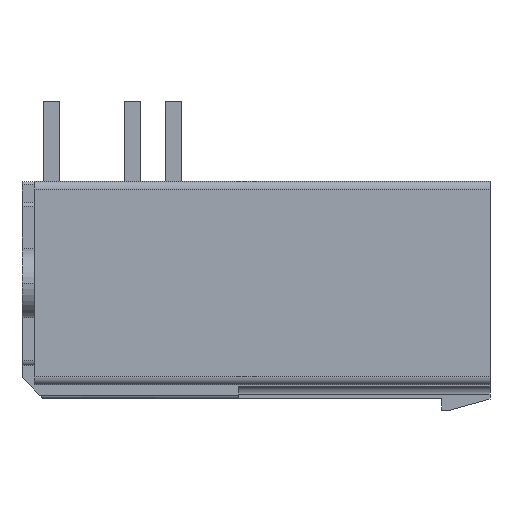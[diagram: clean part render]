
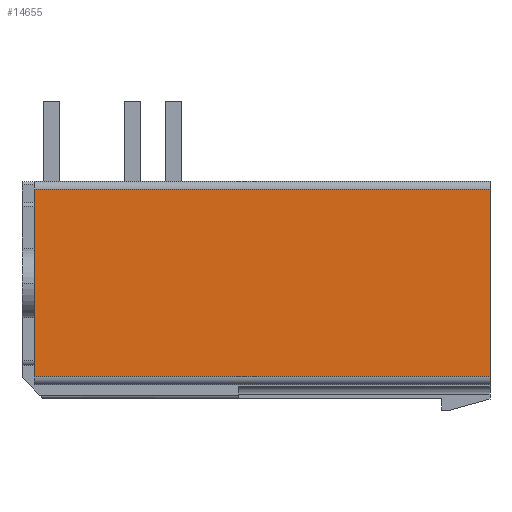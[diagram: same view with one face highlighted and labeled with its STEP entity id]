
A CAD part, front view. The second image highlights one B-rep face of the part: STEP entity #14655.
In plain terms, the highlighted planar face has unit normal (0, -1, 0).
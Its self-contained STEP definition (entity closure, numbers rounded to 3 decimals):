
#1414=DIRECTION('',(0.,0.,1.));
#1415=VECTOR('',#1414,11.733);
#1416=CARTESIAN_POINT('',(14.625,-6.22,-5.055));
#1417=LINE('',#1416,#1415);
#3803=DIRECTION('',(0.,0.,1.));
#3804=VECTOR('',#3803,11.733);
#3805=CARTESIAN_POINT('',(-13.875,-6.22,-5.055));
#3806=LINE('',#3805,#3804);
#4640=DIRECTION('',(-1.,0.,0.));
#4641=VECTOR('',#4640,28.5);
#4642=CARTESIAN_POINT('',(14.625,-6.22,-5.055));
#4643=LINE('',#4642,#4641);
#4644=DIRECTION('',(-1.,0.,0.));
#4645=VECTOR('',#4644,28.5);
#4646=CARTESIAN_POINT('',(14.625,-6.22,6.678));
#4647=LINE('',#4646,#4645);
#8404=CARTESIAN_POINT('',(14.625,-6.22,6.678));
#8406=VERTEX_POINT('',#8404);
#8421=CARTESIAN_POINT('',(14.625,-6.22,-5.055));
#8423=VERTEX_POINT('',#8421);
#8424=CARTESIAN_POINT('',(-13.875,-6.22,6.678));
#8426=VERTEX_POINT('',#8424);
#8429=CARTESIAN_POINT('',(-13.875,-6.22,-5.055));
#8431=VERTEX_POINT('',#8429);
#14643=CARTESIAN_POINT('',(14.625,-6.22,-5.055));
#14644=DIRECTION('',(0.,1.,0.));
#14645=DIRECTION('',(0.,0.,1.));
#14646=AXIS2_PLACEMENT_3D('',#14643,#14644,#14645);
#14647=PLANE('',#14646);
#14648=ORIENTED_EDGE('',*,*,#9457,.F.);
#14649=ORIENTED_EDGE('',*,*,#14638,.T.);
#14650=ORIENTED_EDGE('',*,*,#13757,.T.);
#14652=ORIENTED_EDGE('',*,*,#14651,.F.);
#14653=EDGE_LOOP('',(#14648,#14649,#14650,#14652));
#14654=FACE_OUTER_BOUND('',#14653,.F.);
#14655=ADVANCED_FACE('',(#14654),#14647,.F.);
#9457=EDGE_CURVE('',#8423,#8406,#1417,.T.);
#13757=EDGE_CURVE('',#8431,#8426,#3806,.T.);
#14638=EDGE_CURVE('',#8423,#8431,#4643,.T.);
#14651=EDGE_CURVE('',#8406,#8426,#4647,.T.);
